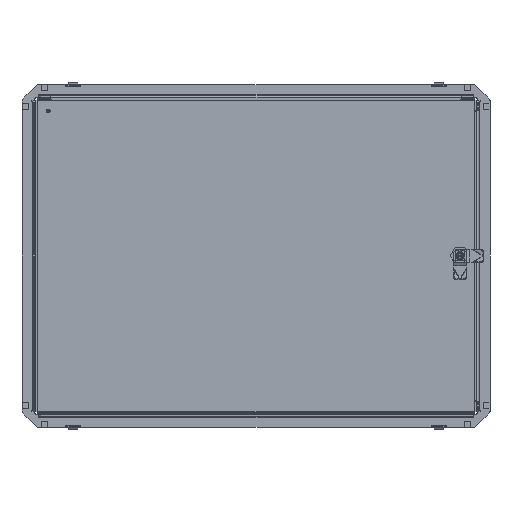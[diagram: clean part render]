
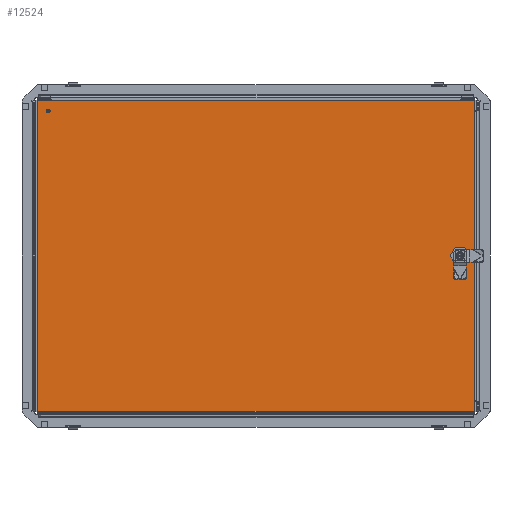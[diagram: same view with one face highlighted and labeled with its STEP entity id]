
A CAD part, front view. The second image highlights one B-rep face of the part: STEP entity #12524.
In plain terms, the highlighted face is planar.
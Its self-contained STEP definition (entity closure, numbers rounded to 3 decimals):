
#200 = AXIS2_PLACEMENT_3D ( 'NONE', #12694, #3820, #1216 ) ;
#381 = VERTEX_POINT ( 'NONE', #26638 ) ;
#587 = EDGE_LOOP ( 'NONE', ( #9541, #24617 ) ) ;
#714 = DIRECTION ( 'NONE',  ( 0., 0., 1. ) ) ;
#1177 = CARTESIAN_POINT ( 'NONE',  ( -348.75, 248.5, -2. ) ) ;
#1195 = CARTESIAN_POINT ( 'NONE',  ( 321.194, 10.05, -2. ) ) ;
#1216 = DIRECTION ( 'NONE',  ( 1., 0., 0. ) ) ;
#1343 = LINE ( 'NONE', #10653, #4778 ) ;
#1393 = EDGE_CURVE ( 'NONE', #14998, #24762, #6249, .T. ) ;
#1494 = ORIENTED_EDGE ( 'NONE', *, *, #1393, .T. ) ;
#1553 = CARTESIAN_POINT ( 'NONE',  ( 316.2, 0., -2. ) ) ;
#2112 = EDGE_CURVE ( 'NONE', #15069, #24036, #27349, .T. ) ;
#2364 = VECTOR ( 'NONE', #11522, 1000. ) ;
#2532 = ORIENTED_EDGE ( 'NONE', *, *, #27798, .T. ) ;
#3470 = CIRCLE ( 'NONE', #15177, 3. ) ;
#3530 = LINE ( 'NONE', #27110, #9688 ) ;
#3820 = DIRECTION ( 'NONE',  ( 0., 0., 1. ) ) ;
#4014 = DIRECTION ( 'NONE',  ( 0., -1., 0. ) ) ;
#4370 = EDGE_CURVE ( 'NONE', #24036, #15069, #3470, .T. ) ;
#4471 = CARTESIAN_POINT ( 'NONE',  ( 336.3, -5.056, -2. ) ) ;
#4778 = VECTOR ( 'NONE', #12511, 1000. ) ;
#5260 = ORIENTED_EDGE ( 'NONE', *, *, #9759, .T. ) ;
#5301 = AXIS2_PLACEMENT_3D ( 'NONE', #20353, #18664, #20659 ) ;
#5474 = LINE ( 'NONE', #10197, #28793 ) ;
#6249 = CIRCLE ( 'NONE', #5301, 11.25 ) ;
#6751 = CARTESIAN_POINT ( 'NONE',  ( -335.25, -232., -2. ) ) ;
#8008 = CARTESIAN_POINT ( 'NONE',  ( 331.306, -10.05, -2. ) ) ;
#8060 = DIRECTION ( 'NONE',  ( -1., 0., 0. ) ) ;
#8149 = LINE ( 'NONE', #15632, #9198 ) ;
#8321 = LINE ( 'NONE', #27024, #24602 ) ;
#8411 = EDGE_CURVE ( 'NONE', #9276, #13451, #8321, .T. ) ;
#8422 = DIRECTION ( 'NONE',  ( 1., 0., 0. ) ) ;
#8566 = CARTESIAN_POINT ( 'NONE',  ( 326.25, 0., -2. ) ) ;
#9198 = VECTOR ( 'NONE', #20229, 1000. ) ;
#9276 = VERTEX_POINT ( 'NONE', #15090 ) ;
#9541 = ORIENTED_EDGE ( 'NONE', *, *, #2112, .T. ) ;
#9688 = VECTOR ( 'NONE', #24200, 1000. ) ;
#9759 = EDGE_CURVE ( 'NONE', #26258, #381, #13382, .T. ) ;
#10182 = AXIS2_PLACEMENT_3D ( 'NONE', #24150, #714, #8060 ) ;
#10197 = CARTESIAN_POINT ( 'NONE',  ( -348.75, 0., -2. ) ) ;
#10332 = CARTESIAN_POINT ( 'NONE',  ( 348.75, -248.5, -2. ) ) ;
#10499 = VECTOR ( 'NONE', #18178, 1000. ) ;
#10587 = ORIENTED_EDGE ( 'NONE', *, *, #12621, .T. ) ;
#10653 = CARTESIAN_POINT ( 'NONE',  ( 0., 10.05, -2. ) ) ;
#10854 = EDGE_CURVE ( 'NONE', #17090, #14043, #24785, .T. ) ;
#11234 = AXIS2_PLACEMENT_3D ( 'NONE', #8566, #17612, #8422 ) ;
#11308 = ORIENTED_EDGE ( 'NONE', *, *, #28898, .T. ) ;
#11414 = ORIENTED_EDGE ( 'NONE', *, *, #23567, .T. ) ;
#11522 = DIRECTION ( 'NONE',  ( 1., 0., 0. ) ) ;
#11654 = AXIS2_PLACEMENT_3D ( 'NONE', #21325, #26549, #14872 ) ;
#11830 = LINE ( 'NONE', #13688, #2364 ) ;
#12257 = FACE_BOUND ( 'NONE', #20645, .T. ) ;
#12511 = DIRECTION ( 'NONE',  ( -1., 0., 0. ) ) ;
#12524 = ADVANCED_FACE ( 'NONE', ( #23911, #12257, #24823 ), #15604, .T. ) ;
#12621 = EDGE_CURVE ( 'NONE', #14043, #23304, #16611, .T. ) ;
#12694 = CARTESIAN_POINT ( 'NONE',  ( 326.25, 0., -2. ) ) ;
#13169 = DIRECTION ( 'NONE',  ( 0., 0., -1. ) ) ;
#13179 = LINE ( 'NONE', #1553, #24783 ) ;
#13218 = DIRECTION ( 'NONE',  ( -1., 0., 0. ) ) ;
#13316 = CARTESIAN_POINT ( 'NONE',  ( 0., 0., -2. ) ) ;
#13382 = CIRCLE ( 'NONE', #200, 11.25 ) ;
#13451 = VERTEX_POINT ( 'NONE', #10332 ) ;
#13688 = CARTESIAN_POINT ( 'NONE',  ( 0., 248.5, -2. ) ) ;
#13734 = CARTESIAN_POINT ( 'NONE',  ( 0., -10.05, -2. ) ) ;
#14043 = VERTEX_POINT ( 'NONE', #8008 ) ;
#14099 = VERTEX_POINT ( 'NONE', #17783 ) ;
#14280 = ORIENTED_EDGE ( 'NONE', *, *, #29787, .T. ) ;
#14872 = DIRECTION ( 'NONE',  ( 1., 0., 0. ) ) ;
#14884 = ORIENTED_EDGE ( 'NONE', *, *, #8411, .T. ) ;
#14998 = VERTEX_POINT ( 'NONE', #1195 ) ;
#15069 = VERTEX_POINT ( 'NONE', #6751 ) ;
#15090 = CARTESIAN_POINT ( 'NONE',  ( 348.75, 248.5, -2. ) ) ;
#15177 = AXIS2_PLACEMENT_3D ( 'NONE', #22411, #15499, #13218 ) ;
#15499 = DIRECTION ( 'NONE',  ( 0., 0., 1. ) ) ;
#15604 = PLANE ( 'NONE',  #17602 ) ;
#15632 = CARTESIAN_POINT ( 'NONE',  ( 0., -248.5, -2. ) ) ;
#15667 = EDGE_LOOP ( 'NONE', ( #17263, #28019, #14884, #14280 ) ) ;
#16290 = CARTESIAN_POINT ( 'NONE',  ( -329.25, -232., -2. ) ) ;
#16571 = ORIENTED_EDGE ( 'NONE', *, *, #10854, .T. ) ;
#16611 = CIRCLE ( 'NONE', #11234, 11.25 ) ;
#17090 = VERTEX_POINT ( 'NONE', #20548 ) ;
#17263 = ORIENTED_EDGE ( 'NONE', *, *, #23776, .T. ) ;
#17602 = AXIS2_PLACEMENT_3D ( 'NONE', #13316, #13169, #19748 ) ;
#17612 = DIRECTION ( 'NONE',  ( 0., 0., 1. ) ) ;
#17783 = CARTESIAN_POINT ( 'NONE',  ( 316.2, -5.056, -2. ) ) ;
#17972 = ORIENTED_EDGE ( 'NONE', *, *, #22944, .T. ) ;
#18178 = DIRECTION ( 'NONE',  ( 1., 0., 0. ) ) ;
#18664 = DIRECTION ( 'NONE',  ( 0., 0., 1. ) ) ;
#19220 = VERTEX_POINT ( 'NONE', #26167 ) ;
#19542 = DIRECTION ( 'NONE',  ( 0., 1., 0. ) ) ;
#19748 = DIRECTION ( 'NONE',  ( -1., 0., 0. ) ) ;
#20229 = DIRECTION ( 'NONE',  ( -1., 0., 0. ) ) ;
#20353 = CARTESIAN_POINT ( 'NONE',  ( 326.25, 0., -2. ) ) ;
#20548 = CARTESIAN_POINT ( 'NONE',  ( 321.194, -10.05, -2. ) ) ;
#20645 = EDGE_LOOP ( 'NONE', ( #10587, #11414, #5260, #11308, #1494, #2532, #17972, #16571 ) ) ;
#20659 = DIRECTION ( 'NONE',  ( 1., 0., 0. ) ) ;
#20689 = VERTEX_POINT ( 'NONE', #1177 ) ;
#21325 = CARTESIAN_POINT ( 'NONE',  ( 326.25, 0., -2. ) ) ;
#21800 = CARTESIAN_POINT ( 'NONE',  ( 336.3, 5.056, -2. ) ) ;
#21923 = CARTESIAN_POINT ( 'NONE',  ( 316.2, 5.056, -2. ) ) ;
#22411 = CARTESIAN_POINT ( 'NONE',  ( -332.25, -232., -2. ) ) ;
#22944 = EDGE_CURVE ( 'NONE', #14099, #17090, #24887, .T. ) ;
#23304 = VERTEX_POINT ( 'NONE', #4471 ) ;
#23567 = EDGE_CURVE ( 'NONE', #23304, #26258, #3530, .T. ) ;
#23776 = EDGE_CURVE ( 'NONE', #19220, #20689, #5474, .T. ) ;
#23911 = FACE_OUTER_BOUND ( 'NONE', #15667, .T. ) ;
#24036 = VERTEX_POINT ( 'NONE', #16290 ) ;
#24150 = CARTESIAN_POINT ( 'NONE',  ( -332.25, -232., -2. ) ) ;
#24200 = DIRECTION ( 'NONE',  ( 0., 1., 0. ) ) ;
#24602 = VECTOR ( 'NONE', #29642, 1000. ) ;
#24617 = ORIENTED_EDGE ( 'NONE', *, *, #4370, .T. ) ;
#24762 = VERTEX_POINT ( 'NONE', #21923 ) ;
#24783 = VECTOR ( 'NONE', #4014, 1000. ) ;
#24785 = LINE ( 'NONE', #13734, #10499 ) ;
#24823 = FACE_BOUND ( 'NONE', #587, .T. ) ;
#24887 = CIRCLE ( 'NONE', #11654, 11.25 ) ;
#26167 = CARTESIAN_POINT ( 'NONE',  ( -348.75, -248.5, -2. ) ) ;
#26258 = VERTEX_POINT ( 'NONE', #21800 ) ;
#26549 = DIRECTION ( 'NONE',  ( 0., 0., 1. ) ) ;
#26638 = CARTESIAN_POINT ( 'NONE',  ( 331.306, 10.05, -2. ) ) ;
#27024 = CARTESIAN_POINT ( 'NONE',  ( 348.75, 0., -2. ) ) ;
#27110 = CARTESIAN_POINT ( 'NONE',  ( 336.3, 0., -2. ) ) ;
#27349 = CIRCLE ( 'NONE', #10182, 3. ) ;
#27798 = EDGE_CURVE ( 'NONE', #24762, #14099, #13179, .T. ) ;
#28019 = ORIENTED_EDGE ( 'NONE', *, *, #29446, .T. ) ;
#28793 = VECTOR ( 'NONE', #19542, 1000. ) ;
#28898 = EDGE_CURVE ( 'NONE', #381, #14998, #1343, .T. ) ;
#29446 = EDGE_CURVE ( 'NONE', #20689, #9276, #11830, .T. ) ;
#29642 = DIRECTION ( 'NONE',  ( 0., -1., 0. ) ) ;
#29787 = EDGE_CURVE ( 'NONE', #13451, #19220, #8149, .T. ) ;
